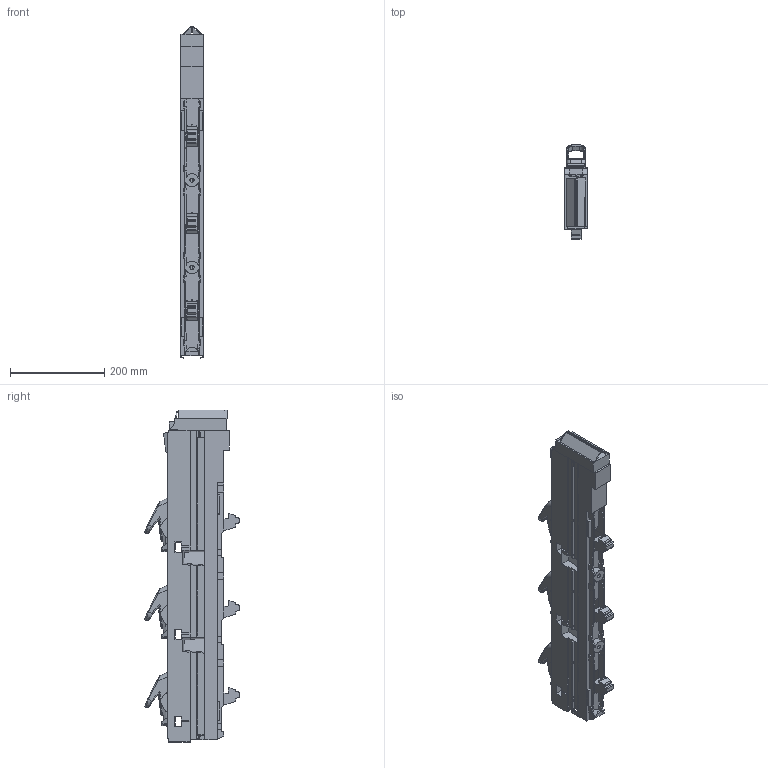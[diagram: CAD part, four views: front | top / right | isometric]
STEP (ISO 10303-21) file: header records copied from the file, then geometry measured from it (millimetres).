
FILE_DESCRIPTION((''),'2;1');
FILE_NAME('1SEP620176R1000','2023-07-02T14:55:20',('sarey'),(''),'CREO PARAMETRIC BY PTC INC, 2017260','CREO PARAMETRIC BY PTC INC, 2017260','');
FILE_SCHEMA(('AUTOMOTIVE_DESIGN { 1 0 10303 214 1 1 1 1 }'));
Products named in the file (1): 1SEP620176R1000
Bounding box: 48.7 x 200.09 x 704.78 mm (x, y, z)
Surface area: 439399.5 mm2 (no closed solid volume)
Topology: 0 solids, 168 shells, 2101 faces, 7951 edges, 5992 vertices
Faces by surface type: plane 1294, cylinder 561, torus 96, extrusion 83, bspline 39, cone 18, sphere 10
Entity records: 117203 total; most frequent: CARTESIAN_POINT 30694, ORIENTED_EDGE 13043, DIRECTION 11181, EDGE_CURVE 7946, PRESENTATION_STYLE_ASSIGNMENT 7034, STYLED_ITEM 7034, CURVE_STYLE 6560, VERTEX_POINT 6000
